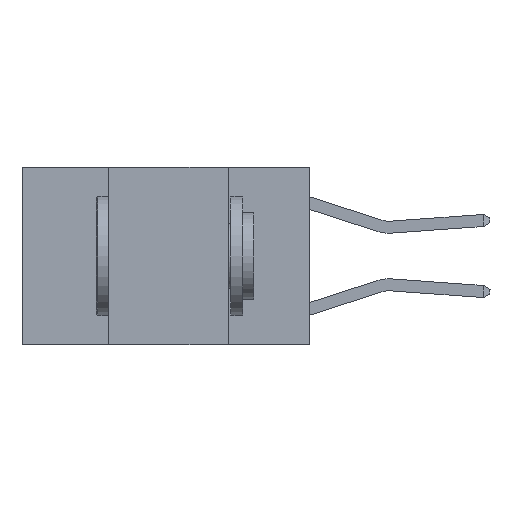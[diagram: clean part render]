
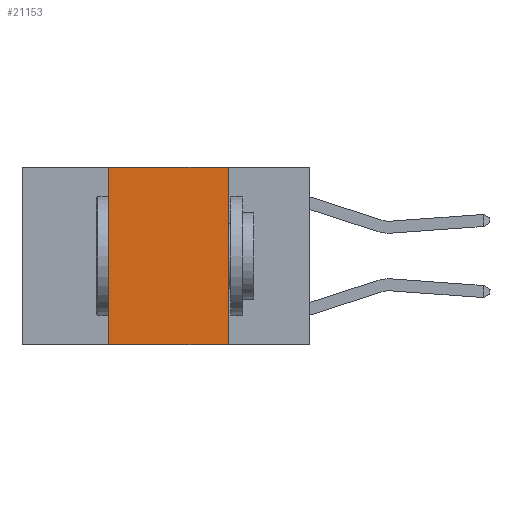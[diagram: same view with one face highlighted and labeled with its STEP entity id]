
A CAD part, left-side view. The second image highlights one B-rep face of the part: STEP entity #21153.
In plain terms, the highlighted planar face has unit normal (-1, 0, 0).
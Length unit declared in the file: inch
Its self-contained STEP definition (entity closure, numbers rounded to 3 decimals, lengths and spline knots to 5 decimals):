
#309 = VECTOR ( 'NONE', #19834, 39.37008 ) ;
#379 = LINE ( 'NONE', #3556, #14492 ) ;
#2673 = VECTOR ( 'NONE', #3547, 39.37008 ) ;
#2735 = CARTESIAN_POINT ( 'NONE',  ( 0., 0.6, 0. ) ) ;
#3547 = DIRECTION ( 'NONE',  ( 0., 0., 1. ) ) ;
#3556 = CARTESIAN_POINT ( 'NONE',  ( 0., 0.17, 0. ) ) ;
#4275 = ORIENTED_EDGE ( 'NONE', *, *, #15207, .F. ) ;
#5128 = LINE ( 'NONE', #5964, #309 ) ;
#5422 = EDGE_CURVE ( 'NONE', #11977, #6461, #15585, .T. ) ;
#5964 = CARTESIAN_POINT ( 'NONE',  ( 0., 0.6, 0. ) ) ;
#6355 = DIRECTION ( 'NONE',  ( 1., 0., 0. ) ) ;
#6461 = VERTEX_POINT ( 'NONE', #13524 ) ;
#7589 = DIRECTION ( 'NONE',  ( 0., -1., 0. ) ) ;
#8023 = PLANE ( 'NONE',  #16010 ) ;
#11513 = CARTESIAN_POINT ( 'NONE',  ( 0., 0.42, -0.37 ) ) ;
#11936 = VECTOR ( 'NONE', #7589, 39.37008 ) ;
#11977 = VERTEX_POINT ( 'NONE', #11513 ) ;
#13131 = VERTEX_POINT ( 'NONE', #21595 ) ;
#13524 = CARTESIAN_POINT ( 'NONE',  ( 0., 0.42, 0. ) ) ;
#14073 = CARTESIAN_POINT ( 'NONE',  ( 0., 0.42, 0. ) ) ;
#14492 = VECTOR ( 'NONE', #15817, 39.37008 ) ;
#14694 = ORIENTED_EDGE ( 'NONE', *, *, #5422, .F. ) ;
#15207 = EDGE_CURVE ( 'NONE', #22249, #13131, #379, .T. ) ;
#15585 = LINE ( 'NONE', #14073, #2673 ) ;
#15817 = DIRECTION ( 'NONE',  ( 0., 0., -1. ) ) ;
#16010 = AXIS2_PLACEMENT_3D ( 'NONE', #2735, #6355, #18488 ) ;
#16396 = EDGE_CURVE ( 'NONE', #6461, #22249, #5128, .T. ) ;
#16524 = LINE ( 'NONE', #17978, #11936 ) ;
#17674 = EDGE_CURVE ( 'NONE', #11977, #13131, #16524, .T. ) ;
#17978 = CARTESIAN_POINT ( 'NONE',  ( 0., 0.6, -0.37 ) ) ;
#18204 = ORIENTED_EDGE ( 'NONE', *, *, #16396, .F. ) ;
#18488 = DIRECTION ( 'NONE',  ( 0., 0., -1. ) ) ;
#19265 = ORIENTED_EDGE ( 'NONE', *, *, #17674, .T. ) ;
#19729 = EDGE_LOOP ( 'NONE', ( #4275, #18204, #14694, #19265 ) ) ;
#19834 = DIRECTION ( 'NONE',  ( 0., -1., 0. ) ) ;
#20207 = CARTESIAN_POINT ( 'NONE',  ( 0., 0.17, 0. ) ) ;
#20580 = FACE_OUTER_BOUND ( 'NONE', #19729, .T. ) ;
#21153 = ADVANCED_FACE ( 'NONE', ( #20580 ), #8023, .F. ) ;
#21595 = CARTESIAN_POINT ( 'NONE',  ( 0., 0.17, -0.37 ) ) ;
#22249 = VERTEX_POINT ( 'NONE', #20207 ) ;
